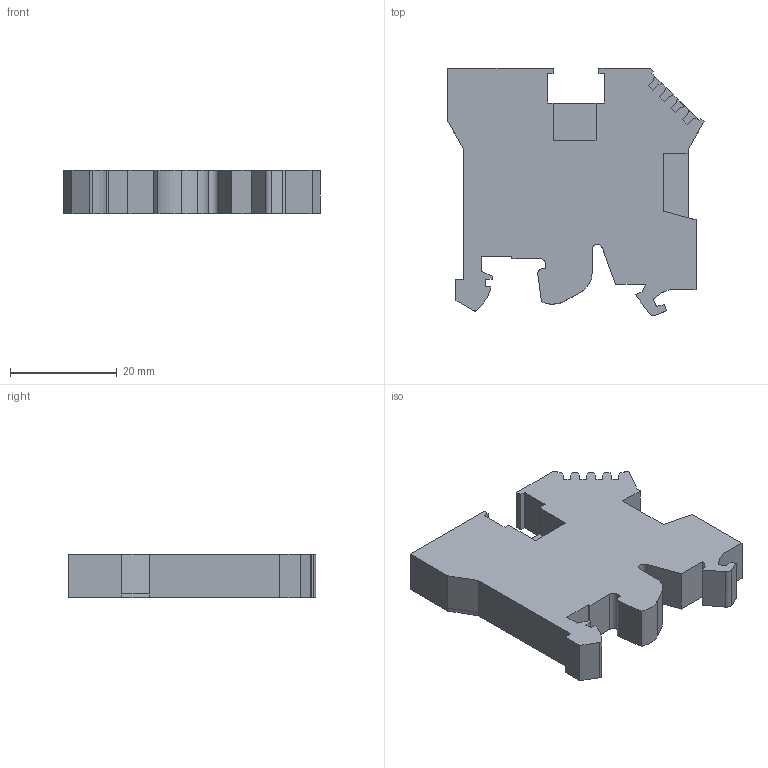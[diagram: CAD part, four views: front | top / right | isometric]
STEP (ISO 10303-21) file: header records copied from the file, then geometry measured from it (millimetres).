
FILE_DESCRIPTION(/* description */ (''),/* implementation_level */ '2;1');
FILE_NAME(/* name */ '1215_5_NT_6-10_10x3.stp',/* time_stamp */ '2021-02-05T13:03:50+01:00',/* author */ (''),/* organization */ (''),/* preprocessor_version */ 'ST-DEVELOPER v16.7',/* originating_system */ 'SIEMENS PLM Software NX 12.0',/* authorisation */ '');
FILE_SCHEMA (('AUTOMOTIVE_DESIGN { 1 0 10303 214 3 1 1 1 }'));
Length unit declared in the file: millimetre
Products named in the file (1): 1215_5_NT_6-10_10x3
Bounding box: 48 x 46.35 x 8.1 mm (x, y, z)
Volume: 12472.6 mm3; surface area: 5725.1 mm2
Topology: 1 solids, 1 shells, 115 faces, 333 edges, 223 vertices
Faces by surface type: plane 95, cylinder 19, cone 1
Full cylindrical faces by diameter (mm): 5.5 x1, 6.3 x1
Entity records: 3782 total; most frequent: CARTESIAN_POINT 739, ORIENTED_EDGE 658, DIRECTION 576, EDGE_CURVE 329, LINE 266, VECTOR 266, VERTEX_POINT 222, AXIS2_PLACEMENT_3D 155
